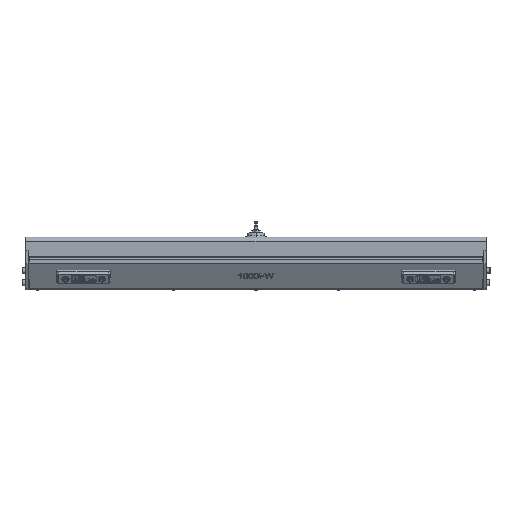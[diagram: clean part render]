
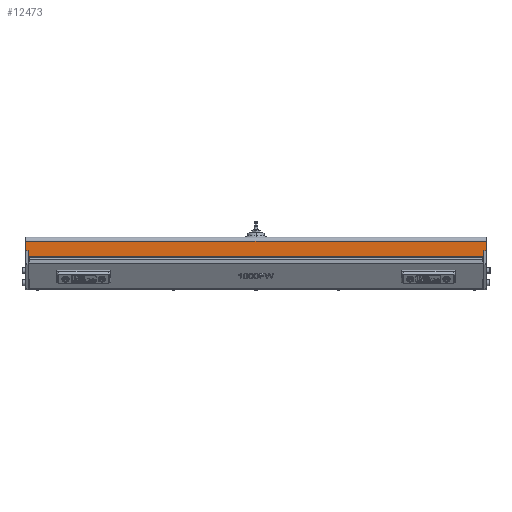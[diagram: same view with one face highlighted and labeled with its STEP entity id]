
A CAD part, top view. The second image highlights one B-rep face of the part: STEP entity #12473.
In plain terms, the highlighted face is planar.
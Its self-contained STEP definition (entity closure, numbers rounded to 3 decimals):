
#897 = VERTEX_POINT ( 'NONE', #9904 ) ;
#1261 = CARTESIAN_POINT ( 'NONE',  ( -15., 122., -508.75 ) ) ;
#1701 = CARTESIAN_POINT ( 'NONE',  ( -15., 122., -502.75 ) ) ;
#1870 = DIRECTION ( 'NONE',  ( -1., 0., 0. ) ) ;
#2104 = VERTEX_POINT ( 'NONE', #14650 ) ;
#3099 = EDGE_CURVE ( 'NONE', #17447, #26958, #8624, .T. ) ;
#3278 = CARTESIAN_POINT ( 'NONE',  ( -49., 122., 508.75 ) ) ;
#3824 = DIRECTION ( 'NONE',  ( 0., 0., -1. ) ) ;
#3841 = CARTESIAN_POINT ( 'NONE',  ( -28.5, 122., -508.75 ) ) ;
#3872 = VECTOR ( 'NONE', #1870, 1000. ) ;
#3996 = DIRECTION ( 'NONE',  ( 0., 0., -1. ) ) ;
#4096 = DIRECTION ( 'NONE',  ( 0., 0., 1. ) ) ;
#4213 = CARTESIAN_POINT ( 'NONE',  ( -28.5, 122., 508.75 ) ) ;
#4320 = DIRECTION ( 'NONE',  ( 0., 0., -1. ) ) ;
#5286 = ORIENTED_EDGE ( 'NONE', *, *, #28950, .T. ) ;
#8029 = ORIENTED_EDGE ( 'NONE', *, *, #23376, .T. ) ;
#8624 = LINE ( 'NONE', #1261, #29573 ) ;
#9077 = CARTESIAN_POINT ( 'NONE',  ( -49., 122., -508.75 ) ) ;
#9435 = LINE ( 'NONE', #16436, #20965 ) ;
#9445 = VECTOR ( 'NONE', #25862, 1000. ) ;
#9904 = CARTESIAN_POINT ( 'NONE',  ( -49., 122., -508.75 ) ) ;
#10452 = DIRECTION ( 'NONE',  ( 1., 0., 0. ) ) ;
#10522 = ORIENTED_EDGE ( 'NONE', *, *, #17280, .T. ) ;
#11542 = EDGE_CURVE ( 'NONE', #31536, #18219, #28428, .T. ) ;
#11613 = FACE_OUTER_BOUND ( 'NONE', #14969, .T. ) ;
#12473 = ADVANCED_FACE ( 'NONE', ( #11613 ), #18940, .T. ) ;
#13613 = CARTESIAN_POINT ( 'NONE',  ( -49., 122., 508.75 ) ) ;
#13698 = LINE ( 'NONE', #31083, #3872 ) ;
#13728 = LINE ( 'NONE', #3841, #20841 ) ;
#14493 = CARTESIAN_POINT ( 'NONE',  ( -15., 122., 502.75 ) ) ;
#14650 = CARTESIAN_POINT ( 'NONE',  ( -28.5, 122., 502.75 ) ) ;
#14969 = EDGE_LOOP ( 'NONE', ( #24028, #8029, #15164, #10522, #16705, #15547, #5286, #17131 ) ) ;
#15164 = ORIENTED_EDGE ( 'NONE', *, *, #21262, .T. ) ;
#15208 = CARTESIAN_POINT ( 'NONE',  ( -49., 122., 502.75 ) ) ;
#15547 = ORIENTED_EDGE ( 'NONE', *, *, #11542, .T. ) ;
#15672 = EDGE_CURVE ( 'NONE', #897, #31536, #16301, .T. ) ;
#16054 = CARTESIAN_POINT ( 'NONE',  ( -49., 122., -502.75 ) ) ;
#16301 = LINE ( 'NONE', #30839, #19070 ) ;
#16436 = CARTESIAN_POINT ( 'NONE',  ( -28.5, 122., -508.75 ) ) ;
#16705 = ORIENTED_EDGE ( 'NONE', *, *, #15672, .T. ) ;
#17131 = ORIENTED_EDGE ( 'NONE', *, *, #20704, .T. ) ;
#17280 = EDGE_CURVE ( 'NONE', #28876, #897, #13698, .T. ) ;
#17447 = VERTEX_POINT ( 'NONE', #14493 ) ;
#18219 = VERTEX_POINT ( 'NONE', #4213 ) ;
#18940 = PLANE ( 'NONE',  #31392 ) ;
#19070 = VECTOR ( 'NONE', #28580, 1000. ) ;
#19826 = VERTEX_POINT ( 'NONE', #23923 ) ;
#19999 = LINE ( 'NONE', #15208, #29719 ) ;
#20282 = CARTESIAN_POINT ( 'NONE',  ( -28.5, 122., -508.75 ) ) ;
#20685 = LINE ( 'NONE', #16054, #24509 ) ;
#20704 = EDGE_CURVE ( 'NONE', #2104, #17447, #19999, .T. ) ;
#20841 = VECTOR ( 'NONE', #3996, 1000. ) ;
#20965 = VECTOR ( 'NONE', #4320, 1000. ) ;
#21179 = DIRECTION ( 'NONE',  ( 0., 1., 0. ) ) ;
#21262 = EDGE_CURVE ( 'NONE', #19826, #28876, #13728, .T. ) ;
#23376 = EDGE_CURVE ( 'NONE', #26958, #19826, #20685, .T. ) ;
#23923 = CARTESIAN_POINT ( 'NONE',  ( -28.5, 122., -502.75 ) ) ;
#24028 = ORIENTED_EDGE ( 'NONE', *, *, #3099, .T. ) ;
#24509 = VECTOR ( 'NONE', #25445, 1000. ) ;
#25445 = DIRECTION ( 'NONE',  ( -1., 0., 0. ) ) ;
#25862 = DIRECTION ( 'NONE',  ( 1., 0., 0. ) ) ;
#26958 = VERTEX_POINT ( 'NONE', #1701 ) ;
#28428 = LINE ( 'NONE', #13613, #9445 ) ;
#28580 = DIRECTION ( 'NONE',  ( 0., 0., 1. ) ) ;
#28876 = VERTEX_POINT ( 'NONE', #20282 ) ;
#28950 = EDGE_CURVE ( 'NONE', #18219, #2104, #9435, .T. ) ;
#29573 = VECTOR ( 'NONE', #3824, 1000. ) ;
#29719 = VECTOR ( 'NONE', #10452, 1000. ) ;
#30839 = CARTESIAN_POINT ( 'NONE',  ( -49., 122., 508.75 ) ) ;
#31083 = CARTESIAN_POINT ( 'NONE',  ( -49., 122., -508.75 ) ) ;
#31392 = AXIS2_PLACEMENT_3D ( 'NONE', #9077, #21179, #4096 ) ;
#31536 = VERTEX_POINT ( 'NONE', #3278 ) ;
